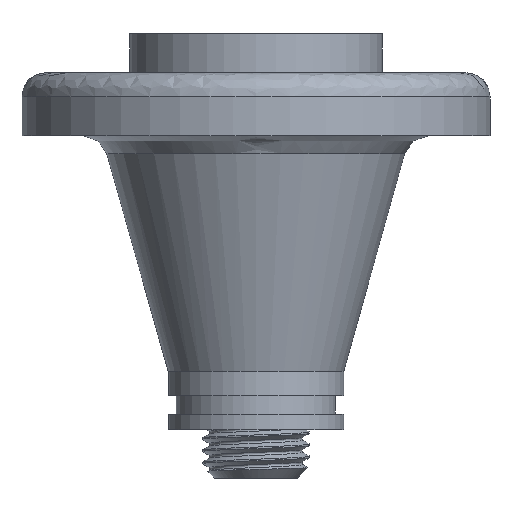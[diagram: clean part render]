
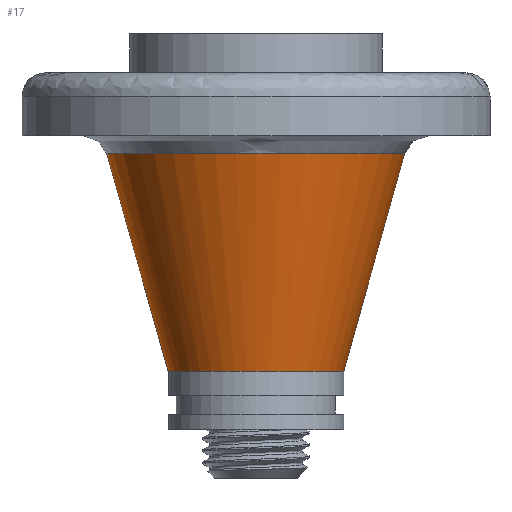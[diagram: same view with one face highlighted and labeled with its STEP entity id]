
A CAD part, left-side view. The second image highlights one B-rep face of the part: STEP entity #17.
In plain terms, the highlighted free-form (B-spline) face has degree [2, 1] with [7, 2] control points.
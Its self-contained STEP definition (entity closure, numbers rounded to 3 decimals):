
#17 = ADVANCED_FACE('',(#18),#50,.T.);
#18 = FACE_BOUND('',#19,.T.);
#19 = EDGE_LOOP('',(#20,#29,#39,#40));
#20 = ORIENTED_EDGE('',*,*,#21,.F.);
#21 = EDGE_CURVE('',#22,#24,#26,.T.);
#22 = VERTEX_POINT('',#23);
#23 = CARTESIAN_POINT('',(-21.625,0.,
    14.337));
#24 = VERTEX_POINT('',#25);
#25 = CARTESIAN_POINT('',(-36.707,0.,
    67.926));
#26 = B_SPLINE_CURVE_WITH_KNOTS('',1,(#27,#28),.UNSPECIFIED.,.F.,.F.,(2,
    2),(0.,46.597),.PIECEWISE_BEZIER_KNOTS.);
#27 = CARTESIAN_POINT('',(-21.625,0.,14.337));
#28 = CARTESIAN_POINT('',(-36.707,0.,67.926));
#29 = ORIENTED_EDGE('',*,*,#30,.T.);
#30 = EDGE_CURVE('',#22,#22,#31,.T.);
#31 = ( BOUNDED_CURVE() B_SPLINE_CURVE(2,(#32,#33,#34,#35,#36,#37,#38),
.UNSPECIFIED.,.T.,.F.) B_SPLINE_CURVE_WITH_KNOTS((1,2,2,2,2,1),(
    -2.094,0.,2.094,4.189,6.283,
8.378),.UNSPECIFIED.) CURVE() GEOMETRIC_REPRESENTATION_ITEM() 
RATIONAL_B_SPLINE_CURVE((1.,0.5,1.,0.5,1.,0.5,1.)) REPRESENTATION_ITEM(
  '') );
#32 = CARTESIAN_POINT('',(-21.625,0.,
    14.337));
#33 = CARTESIAN_POINT('',(-21.625,-37.455,
    14.337));
#34 = CARTESIAN_POINT('',(10.812,-18.727,
    14.337));
#35 = CARTESIAN_POINT('',(43.249,0.,
    14.337));
#36 = CARTESIAN_POINT('',(10.812,18.727,
    14.337));
#37 = CARTESIAN_POINT('',(-21.625,37.455,
    14.337));
#38 = CARTESIAN_POINT('',(-21.625,0.,
    14.337));
#39 = ORIENTED_EDGE('',*,*,#21,.T.);
#40 = ORIENTED_EDGE('',*,*,#41,.F.);
#41 = EDGE_CURVE('',#24,#24,#42,.T.);
#42 = ( BOUNDED_CURVE() B_SPLINE_CURVE(2,(#43,#44,#45,#46,#47,#48,#49),
.UNSPECIFIED.,.T.,.F.) B_SPLINE_CURVE_WITH_KNOTS((1,2,2,2,2,1),(
    -2.094,0.,2.094,4.189,6.283,
8.378),.UNSPECIFIED.) CURVE() GEOMETRIC_REPRESENTATION_ITEM() 
RATIONAL_B_SPLINE_CURVE((1.,0.5,1.,0.5,1.,0.5,1.)) REPRESENTATION_ITEM(
  '') );
#43 = CARTESIAN_POINT('',(-36.707,0.,
    67.926));
#44 = CARTESIAN_POINT('',(-36.707,-63.578,
    67.926));
#45 = CARTESIAN_POINT('',(18.353,-31.789,
    67.926));
#46 = CARTESIAN_POINT('',(73.414,0.,
    67.926));
#47 = CARTESIAN_POINT('',(18.353,31.789,
    67.926));
#48 = CARTESIAN_POINT('',(-36.707,63.578,
    67.926));
#49 = CARTESIAN_POINT('',(-36.707,0.,
    67.926));
#50 = ( BOUNDED_SURFACE() B_SPLINE_SURFACE(2,1,(
    (#51,#52)
    ,(#53,#54)
    ,(#55,#56)
    ,(#57,#58)
    ,(#59,#60)
    ,(#61,#62)
,(#63,#64
    )),.UNSPECIFIED.,.T.,.F.,.F.) B_SPLINE_SURFACE_WITH_KNOTS((1,2,2,2,2
    ,1),(2,2),(-2.094,0.,2.094,4.189,
    6.283,8.378),(0.,46.597),.UNSPECIFIED.) 
GEOMETRIC_REPRESENTATION_ITEM() RATIONAL_B_SPLINE_SURFACE((
    (1.,1.)
    ,(0.5,0.5)
    ,(1.,1.)
    ,(0.5,0.5)
    ,(1.,1.)
    ,(0.5,0.5)
,(1.,1.))) REPRESENTATION_ITEM('') SURFACE() );
#51 = CARTESIAN_POINT('',(-21.625,0.,
    14.337));
#52 = CARTESIAN_POINT('',(-36.707,0.,
    67.926));
#53 = CARTESIAN_POINT('',(-21.625,-37.455,
    14.337));
#54 = CARTESIAN_POINT('',(-36.707,-63.578,
    67.926));
#55 = CARTESIAN_POINT('',(10.812,-18.727,
    14.337));
#56 = CARTESIAN_POINT('',(18.353,-31.789,
    67.926));
#57 = CARTESIAN_POINT('',(43.249,0.,
    14.337));
#58 = CARTESIAN_POINT('',(73.414,0.,
    67.926));
#59 = CARTESIAN_POINT('',(10.812,18.727,
    14.337));
#60 = CARTESIAN_POINT('',(18.353,31.789,
    67.926));
#61 = CARTESIAN_POINT('',(-21.625,37.455,
    14.337));
#62 = CARTESIAN_POINT('',(-36.707,63.578,
    67.926));
#63 = CARTESIAN_POINT('',(-21.625,0.,
    14.337));
#64 = CARTESIAN_POINT('',(-36.707,0.,
    67.926));
